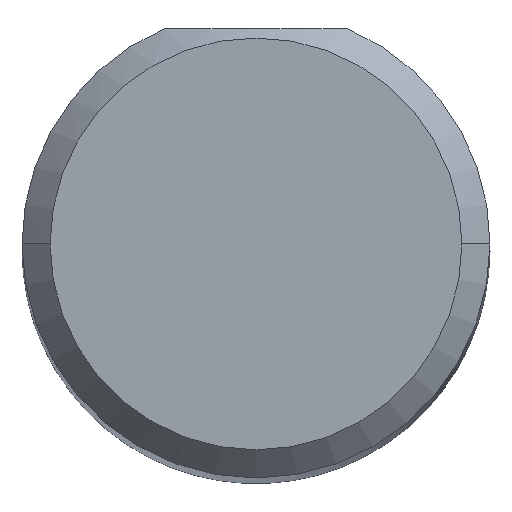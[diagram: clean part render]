
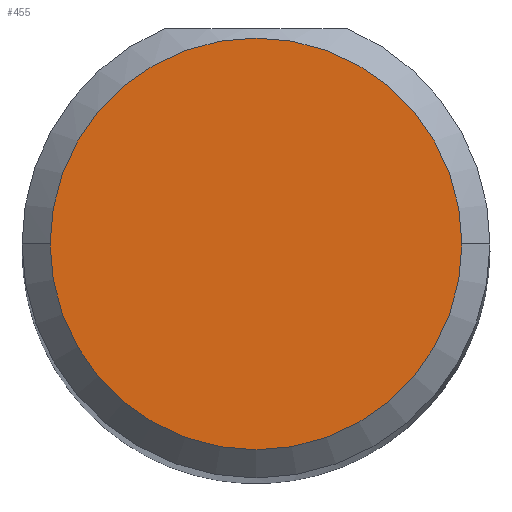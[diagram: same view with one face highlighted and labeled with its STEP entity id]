
A CAD part, top view. The second image highlights one B-rep face of the part: STEP entity #455.
In plain terms, the highlighted planar face has unit normal (0, 0, 1).
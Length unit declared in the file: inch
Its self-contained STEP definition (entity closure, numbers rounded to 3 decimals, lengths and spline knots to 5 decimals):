
#12 = DIRECTION ( 'NONE',  ( 0., 0., 1. ) ) ;
#20 = CIRCLE ( 'NONE', #288, 0.11 ) ;
#47 = DIRECTION ( 'NONE',  ( 1., 0., 0. ) ) ;
#97 = CARTESIAN_POINT ( 'NONE',  ( 0., 0., 2.5 ) ) ;
#116 = ORIENTED_EDGE ( 'NONE', *, *, #195, .T. ) ;
#147 = ORIENTED_EDGE ( 'NONE', *, *, #230, .T. ) ;
#183 = VERTEX_POINT ( 'NONE', #184 ) ;
#184 = CARTESIAN_POINT ( 'NONE',  ( -0.11, 0., 2.5 ) ) ;
#190 = DIRECTION ( 'NONE',  ( 1., 0., 0. ) ) ;
#195 = EDGE_CURVE ( 'NONE', #183, #528, #20, .T. ) ;
#230 = EDGE_CURVE ( 'NONE', #528, #183, #332, .T. ) ;
#254 = FACE_OUTER_BOUND ( 'NONE', #483, .T. ) ;
#288 = AXIS2_PLACEMENT_3D ( 'NONE', #505, #12, #190 ) ;
#296 = PLANE ( 'NONE',  #379 ) ;
#301 = DIRECTION ( 'NONE',  ( 1., 0., 0. ) ) ;
#332 = CIRCLE ( 'NONE', #495, 0.11 ) ;
#341 = CARTESIAN_POINT ( 'NONE',  ( 0.11, 0., 2.5 ) ) ;
#343 = CARTESIAN_POINT ( 'NONE',  ( 0., 0., 2.5 ) ) ;
#374 = DIRECTION ( 'NONE',  ( 0., 0., 1. ) ) ;
#379 = AXIS2_PLACEMENT_3D ( 'NONE', #97, #374, #47 ) ;
#455 = ADVANCED_FACE ( 'NONE', ( #254 ), #296, .T. ) ;
#474 = DIRECTION ( 'NONE',  ( 0., 0., 1. ) ) ;
#483 = EDGE_LOOP ( 'NONE', ( #116, #147 ) ) ;
#495 = AXIS2_PLACEMENT_3D ( 'NONE', #343, #474, #301 ) ;
#505 = CARTESIAN_POINT ( 'NONE',  ( 0., 0., 2.5 ) ) ;
#528 = VERTEX_POINT ( 'NONE', #341 ) ;
